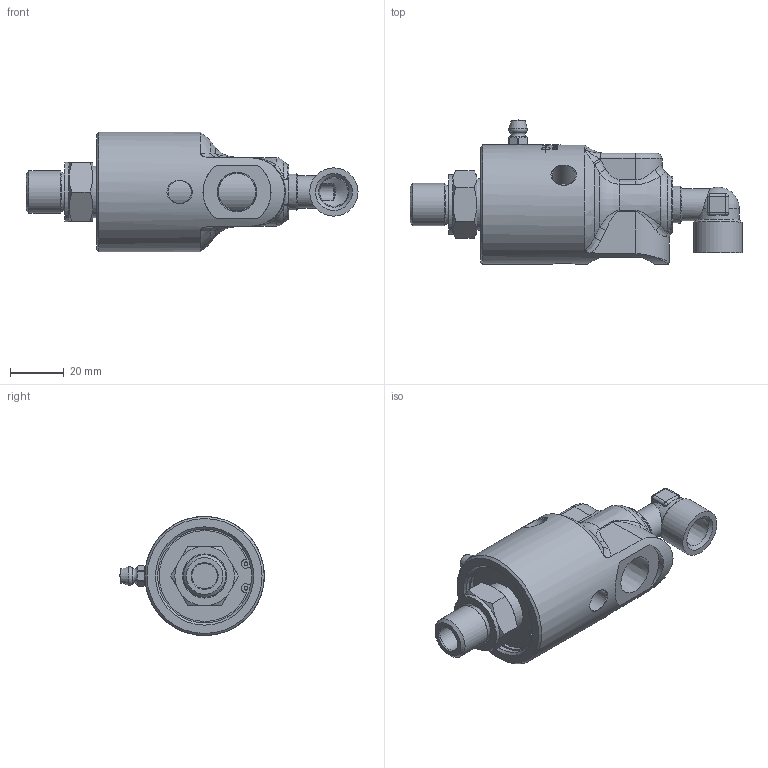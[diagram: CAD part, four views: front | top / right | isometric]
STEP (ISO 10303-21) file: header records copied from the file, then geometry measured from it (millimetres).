
FILE_DESCRIPTION(/* description */ (''),/* implementation_level */ '2;1');
FILE_NAME(/* name */ '55-000-004030-IC.stp',/* time_stamp */ '2020-05-20T09:08:44-05:00',/* author */ ('GALINDOLM'),/* organization */ (''),/* preprocessor_version */ 'ST-DEVELOPER v18',/* originating_system */ 'Autodesk Inventor 2020',/* authorisation */ '');
FILE_SCHEMA (('AUTOMOTIVE_DESIGN { 1 0 10303 214 3 1 1 }'));
Length unit declared in the file: millimetre
Products named in the file (1): 55-000-004030-IC
Bounding box: 123.89 x 53.91 x 44.5 mm (x, y, z)
Volume: 96023.4 mm3; surface area: 28126.5 mm2
Topology: 6 solids, 6 shells, 540 faces, 1429 edges, 947 vertices
Faces by surface type: bspline 244, plane 134, cylinder 92, cone 50, torus 11, sphere 9
Full cylindrical faces by diameter (mm): 1.324 x2, 2.005 x1, 3.5 x1, 5.359 x1, 6.35 x2, 8.6 x3, 9.5 x1, 10.719 x2, 12 x1, 12.65 x1, 13.889 x1, 15.839 x1, 16.5 x1, 17 x1, 17.5 x1, 18 x1, 19.15 x1, 22.2 x1, 35.05 x1, 37.47 x1, 44.5 x1
Entity records: 29348 total; most frequent: CARTESIAN_POINT 16931, ORIENTED_EDGE 2854, DIRECTION 1962, EDGE_CURVE 1427, VERTEX_POINT 947, AXIS2_PLACEMENT_3D 756, EDGE_LOOP 608, FACE_OUTER_BOUND 540
